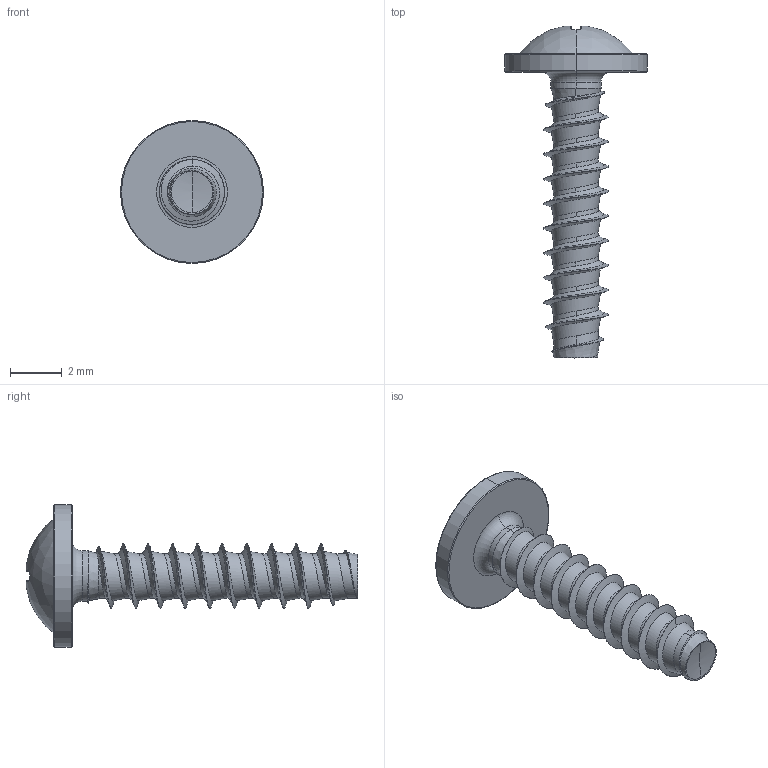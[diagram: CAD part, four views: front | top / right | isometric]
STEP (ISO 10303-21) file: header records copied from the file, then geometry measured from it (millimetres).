
FILE_DESCRIPTION (( 'STEP AP203' ), '1' );
FILE_NAME ('STP310250110.STEP', '2017-08-15T04:13:53', ( '' ), ( '' ), 'SwSTEP 2.0', 'SolidWorks 2015', '' );
FILE_SCHEMA (( 'CONFIG_CONTROL_DESIGN' ));
Length unit declared in the file: millimetre
Products named in the file (1): STP310250110
Bounding box: 5.5 x 12.77 x 5.5 mm (x, y, z)
Volume: 55.1 mm3; surface area: 164.2 mm2
Topology: 1 solids, 1 shells, 187 faces, 429 edges, 245 vertices
Faces by surface type: bspline 51, cylinder 47, torus 30, sphere 28, plane 23, cone 8
Entity records: 21459 total; most frequent: CARTESIAN_POINT 17586, ORIENTED_EDGE 854, DIRECTION 739, EDGE_CURVE 427, AXIS2_PLACEMENT_3D 330, VERTEX_POINT 245, CIRCLE 193, EDGE_LOOP 190
